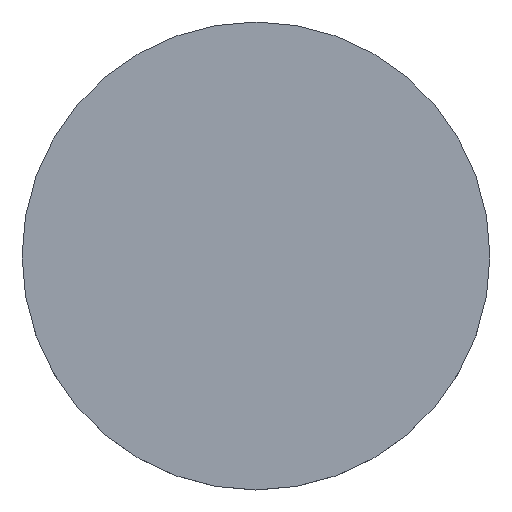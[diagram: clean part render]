
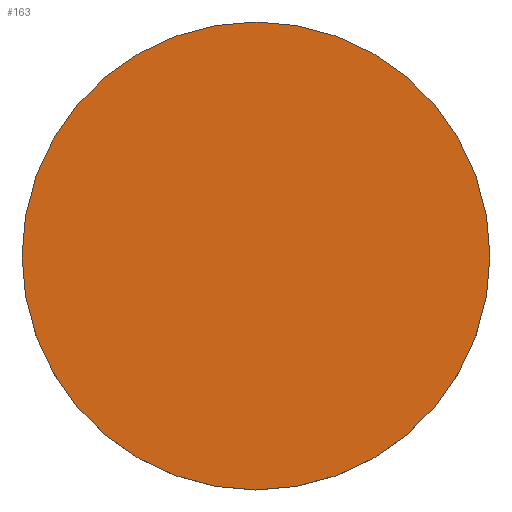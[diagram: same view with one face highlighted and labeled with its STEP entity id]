
A CAD part, top view. The second image highlights one B-rep face of the part: STEP entity #163.
In plain terms, the highlighted planar face has unit normal (0, 0, 1).
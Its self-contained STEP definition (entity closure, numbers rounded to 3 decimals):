
#2 = EDGE_CURVE ( 'NONE', #166, #202, #168, .T. ) ;
#9 = ORIENTED_EDGE ( 'NONE', *, *, #2, .F. ) ;
#14 = EDGE_CURVE ( 'NONE', #202, #166, #120, .T. ) ;
#19 = AXIS2_PLACEMENT_3D ( 'NONE', #169, #57, #130 ) ;
#20 = DIRECTION ( 'NONE',  ( 0., 0., -1. ) ) ;
#34 = AXIS2_PLACEMENT_3D ( 'NONE', #74, #20, #40 ) ;
#40 = DIRECTION ( 'NONE',  ( 1., 0., 0. ) ) ;
#41 = DIRECTION ( 'NONE',  ( 0., 0., 1. ) ) ;
#57 = DIRECTION ( 'NONE',  ( 0., 0., -1. ) ) ;
#61 = EDGE_LOOP ( 'NONE', ( #235, #9 ) ) ;
#74 = CARTESIAN_POINT ( 'NONE',  ( 0., 0., 5. ) ) ;
#116 = FACE_OUTER_BOUND ( 'NONE', #61, .T. ) ;
#119 = CARTESIAN_POINT ( 'NONE',  ( 25.4, 0., 5. ) ) ;
#120 = CIRCLE ( 'NONE', #34, 25.4 ) ;
#130 = DIRECTION ( 'NONE',  ( 1., 0., 0. ) ) ;
#153 = CARTESIAN_POINT ( 'NONE',  ( 0., 52.02, 5. ) ) ;
#156 = CARTESIAN_POINT ( 'NONE',  ( -25.4, 0., 5. ) ) ;
#163 = ADVANCED_FACE ( 'NONE', ( #116 ), #189, .T. ) ;
#166 = VERTEX_POINT ( 'NONE', #156 ) ;
#167 = AXIS2_PLACEMENT_3D ( 'NONE', #153, #41, #192 ) ;
#168 = CIRCLE ( 'NONE', #19, 25.4 ) ;
#169 = CARTESIAN_POINT ( 'NONE',  ( 0., 0., 5. ) ) ;
#189 = PLANE ( 'NONE',  #167 ) ;
#192 = DIRECTION ( 'NONE',  ( 1., 0., 0. ) ) ;
#202 = VERTEX_POINT ( 'NONE', #119 ) ;
#235 = ORIENTED_EDGE ( 'NONE', *, *, #14, .F. ) ;
